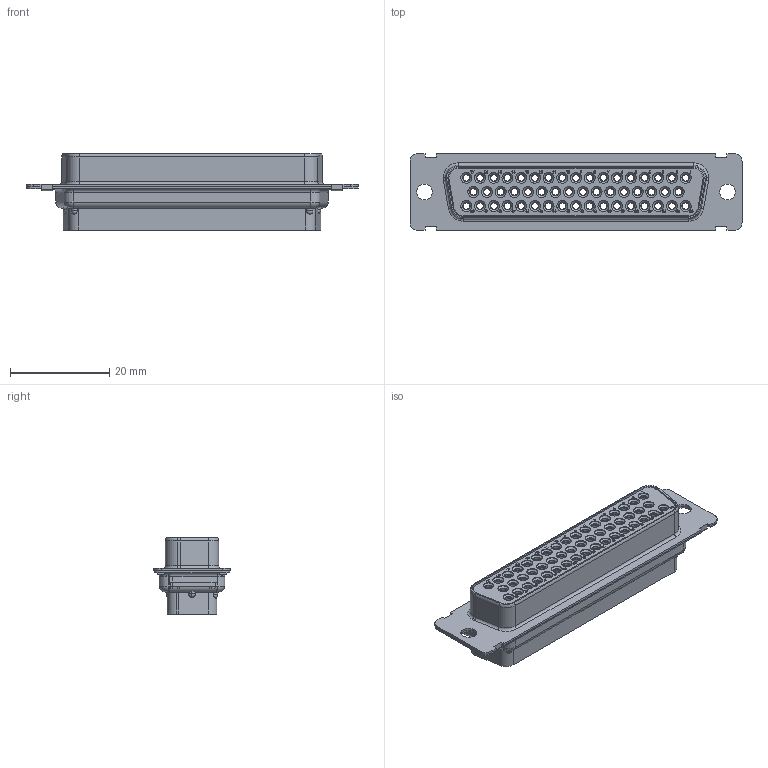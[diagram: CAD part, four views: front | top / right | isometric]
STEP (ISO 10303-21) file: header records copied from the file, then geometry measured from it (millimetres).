
FILE_DESCRIPTION(('STEP AP214'),'1');
FILE_NAME('tmp0.STP',' ',(' '),(' '),'XStep 1.0',' ',' ');
FILE_SCHEMA(('automotive_design'));
Length unit declared in the file: millimetre
Products named in the file (4): RD50F0000S|4762-50-0-4|4730-0-0|4730-2-0;Chanfrein1; RD50F0000S|4762-50-0-4|4731-50-4_4731-50-1;Congé8; RD50F0000S|4762-50-0-4|4730-0-0|4730-1-0;Extrusion2; RD50F0000S|4762-50-0-4|4733-50-4_4733-50 Ø3.18;Enlèv. mat.-Extru.4
Bounding box: 66.93 x 15.37 x 15.42 mm (x, y, z)
Volume: 6007.4 mm3; surface area: 13365.4 mm2
Topology: 4 solids, 4 shells, 3229 faces, 8186 edges, 5341 vertices
Faces by surface type: plane 1387, bspline 900, cylinder 657, cone 210, torus 65, sphere 10
Entity records: 172481 total; most frequent: CARTESIAN_POINT 73090, ORIENTED_EDGE 16372, DIRECTION 12614, EDGE_CURVE 8186, VERTEX_POINT 5341, LINE 4744, VECTOR 4744, AXIS2_PLACEMENT_3D 3935
